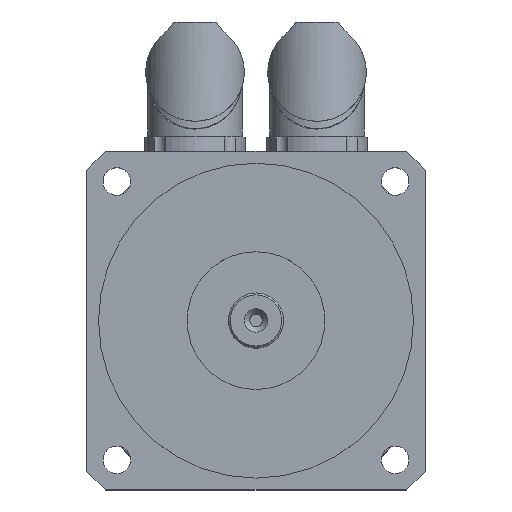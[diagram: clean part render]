
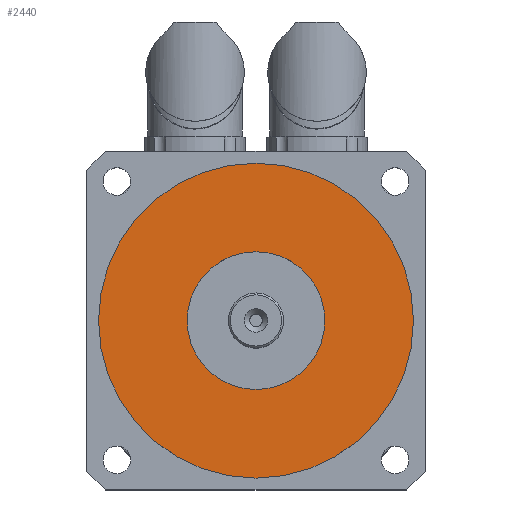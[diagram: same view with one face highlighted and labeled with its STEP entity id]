
A CAD part, top view. The second image highlights one B-rep face of the part: STEP entity #2440.
In plain terms, the highlighted planar face has unit normal (0, 0, 1).
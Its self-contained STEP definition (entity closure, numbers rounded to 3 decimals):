
#254=CIRCLE('',#2591,17.5);
#255=CIRCLE('',#2594,40.);
#431=VERTEX_POINT('',#4051);
#432=VERTEX_POINT('',#4055);
#1066=EDGE_CURVE('',#431,#431,#254,.T.);
#1067=EDGE_CURVE('',#432,#432,#255,.T.);
#1457=ORIENTED_EDGE('',*,*,#1067,.F.);
#1458=ORIENTED_EDGE('',*,*,#1066,.T.);
#2060=EDGE_LOOP('',(#1457));
#2061=EDGE_LOOP('',(#1458));
#2256=FACE_BOUND('',#2060,.T.);
#2257=FACE_BOUND('',#2061,.T.);
#2440=ADVANCED_FACE('',(#2256,#2257),#5160,.F.);
#2591=AXIS2_PLACEMENT_3D('',#4050,#2929,#2930);
#2594=AXIS2_PLACEMENT_3D('',#4054,#2934,#2935);
#2596=AXIS2_PLACEMENT_3D('',#4058,#2938,$);
#2929=DIRECTION('',(0.,0.,-1.));
#2930=DIRECTION('',(-17.5,0.,0.));
#2934=DIRECTION('',(0.,0.,-1.));
#2935=DIRECTION('',(-40.,0.,0.));
#2938=DIRECTION('',(0.,0.,-1.));
#4050=CARTESIAN_POINT('',(0.,0.,177.));
#4051=CARTESIAN_POINT('',(17.5,0.,177.));
#4054=CARTESIAN_POINT('',(0.,0.,177.));
#4055=CARTESIAN_POINT('',(40.,0.,177.));
#4058=CARTESIAN_POINT('',(0.,0.,177.));
#5160=PLANE('',#2596);
